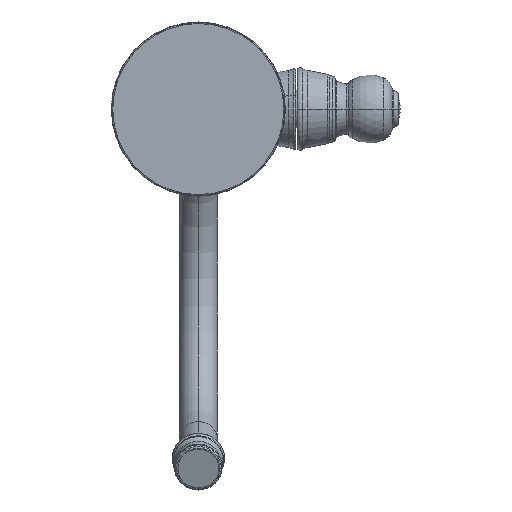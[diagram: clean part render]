
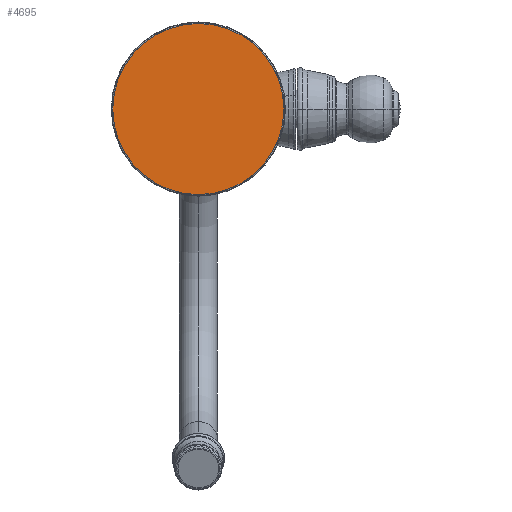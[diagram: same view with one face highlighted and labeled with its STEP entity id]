
A CAD part, front view. The second image highlights one B-rep face of the part: STEP entity #4695.
In plain terms, the highlighted planar face has unit normal (0, -1, 0).
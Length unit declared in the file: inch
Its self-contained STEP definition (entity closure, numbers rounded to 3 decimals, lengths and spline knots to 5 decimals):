
#1764=CARTESIAN_POINT('',(0.,0.,0.));
#1765=DIRECTION('',(0.,1.,0.));
#1766=DIRECTION('',(1.,0.,0.));
#1767=AXIS2_PLACEMENT_3D('',#1764,#1765,#1766);
#1769=CARTESIAN_POINT('',(0.,0.,0.));
#1770=DIRECTION('',(0.,1.,0.));
#1771=DIRECTION('',(-1.,0.,0.));
#1772=AXIS2_PLACEMENT_3D('',#1769,#1770,#1771);
#1806=CARTESIAN_POINT('',(1.13029,0.,0.));
#1807=CARTESIAN_POINT('',(-1.13029,0.,0.));
#1808=VERTEX_POINT('',#1806);
#1809=VERTEX_POINT('',#1807);
#4686=CARTESIAN_POINT('',(0.,0.,0.));
#4687=DIRECTION('',(0.,-1.,0.));
#4688=DIRECTION('',(-1.,0.,0.));
#4689=AXIS2_PLACEMENT_3D('',#4686,#4687,#4688);
#4690=PLANE('',#4689);
#4691=ORIENTED_EDGE('',*,*,#4653,.T.);
#4692=ORIENTED_EDGE('',*,*,#4668,.T.);
#4693=EDGE_LOOP('',(#4691,#4692));
#4694=FACE_OUTER_BOUND('',#4693,.F.);
#4695=ADVANCED_FACE('',(#4694),#4690,.T.);
#1768=CIRCLE('',#1767,1.13029);
#1773=CIRCLE('',#1772,1.13029);
#4653=EDGE_CURVE('',#1808,#1809,#1768,.T.);
#4668=EDGE_CURVE('',#1809,#1808,#1773,.T.);
